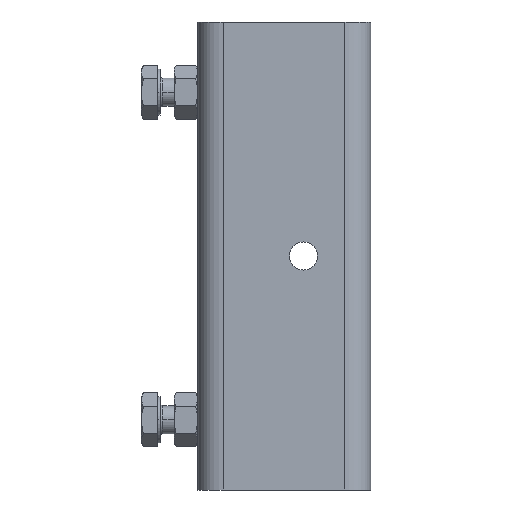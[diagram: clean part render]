
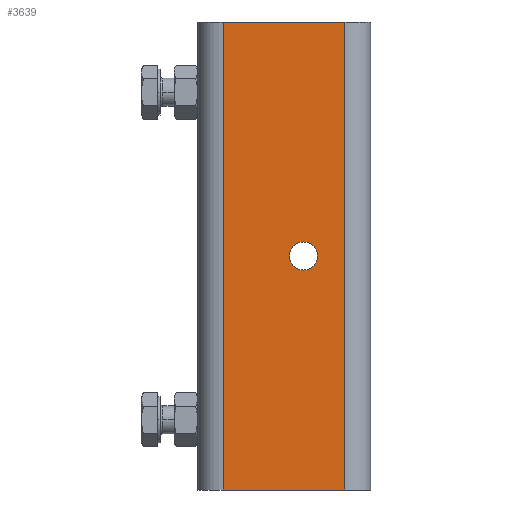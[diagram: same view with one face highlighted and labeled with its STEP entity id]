
A CAD part, left-side view. The second image highlights one B-rep face of the part: STEP entity #3639.
In plain terms, the highlighted planar face has unit normal (-1, 0, 0).
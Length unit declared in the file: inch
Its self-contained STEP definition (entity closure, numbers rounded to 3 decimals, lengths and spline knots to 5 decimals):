
#46 = CARTESIAN_POINT ( 'NONE',  ( -0.77323, 0.09843, -1.9685 ) ) ;
#334 = DIRECTION ( 'NONE',  ( 0., 0., -1. ) ) ;
#367 = DIRECTION ( 'NONE',  ( 0., -1., 0. ) ) ;
#376 = LINE ( 'NONE', #2081, #5591 ) ;
#860 = PLANE ( 'NONE',  #5253 ) ;
#1067 = VECTOR ( 'NONE', #1869, 39.37008 ) ;
#1367 = LINE ( 'NONE', #5646, #2947 ) ;
#1378 = ORIENTED_EDGE ( 'NONE', *, *, #1672, .F. ) ;
#1428 = LINE ( 'NONE', #3838, #3011 ) ;
#1672 = EDGE_CURVE ( 'NONE', #3155, #5101, #1428, .T. ) ;
#1706 = EDGE_LOOP ( 'NONE', ( #1378, #3694, #6158, #2841 ) ) ;
#1717 = AXIS2_PLACEMENT_3D ( 'NONE', #3266, #2710, #367 ) ;
#1815 = VERTEX_POINT ( 'NONE', #46 ) ;
#1869 = DIRECTION ( 'NONE',  ( 0., 1., 0. ) ) ;
#2081 = CARTESIAN_POINT ( 'NONE',  ( -0.77323, 0.09843, 1.9685 ) ) ;
#2188 = CARTESIAN_POINT ( 'NONE',  ( -0.77323, 1.22047, 1.9685 ) ) ;
#2485 = CIRCLE ( 'NONE', #6531, 0.11811 ) ;
#2501 = VERTEX_POINT ( 'NONE', #4730 ) ;
#2554 = EDGE_CURVE ( 'NONE', #1815, #4431, #3814, .T. ) ;
#2571 = DIRECTION ( 'NONE',  ( 0., -1., 0. ) ) ;
#2671 = CARTESIAN_POINT ( 'NONE',  ( -0.77323, 0.56496, 0. ) ) ;
#2672 = EDGE_CURVE ( 'NONE', #2501, #5128, #4511, .T. ) ;
#2710 = DIRECTION ( 'NONE',  ( -1., 0., 0. ) ) ;
#2841 = ORIENTED_EDGE ( 'NONE', *, *, #4759, .F. ) ;
#2947 = VECTOR ( 'NONE', #3225, 39.37008 ) ;
#3011 = VECTOR ( 'NONE', #6262, 39.37008 ) ;
#3151 = ORIENTED_EDGE ( 'NONE', *, *, #2672, .F. ) ;
#3155 = VERTEX_POINT ( 'NONE', #7159 ) ;
#3225 = DIRECTION ( 'NONE',  ( 0., 0., 1. ) ) ;
#3266 = CARTESIAN_POINT ( 'NONE',  ( -0.77323, 0.44685, 0. ) ) ;
#3317 = EDGE_CURVE ( 'NONE', #5128, #2501, #2485, .T. ) ;
#3611 = EDGE_LOOP ( 'NONE', ( #3151, #4040 ) ) ;
#3639 = ADVANCED_FACE ( 'NONE', ( #5169, #6909 ), #860, .F. ) ;
#3694 = ORIENTED_EDGE ( 'NONE', *, *, #4921, .F. ) ;
#3814 = LINE ( 'NONE', #5602, #1067 ) ;
#3838 = CARTESIAN_POINT ( 'NONE',  ( -0.77323, 1.12205, 1.9685 ) ) ;
#4040 = ORIENTED_EDGE ( 'NONE', *, *, #3317, .F. ) ;
#4103 = CARTESIAN_POINT ( 'NONE',  ( -0.77323, 1.12205, -1.9685 ) ) ;
#4431 = VERTEX_POINT ( 'NONE', #4103 ) ;
#4511 = CIRCLE ( 'NONE', #1717, 0.11811 ) ;
#4730 = CARTESIAN_POINT ( 'NONE',  ( -0.77323, 0.32874, 0. ) ) ;
#4759 = EDGE_CURVE ( 'NONE', #5101, #1815, #376, .T. ) ;
#4921 = EDGE_CURVE ( 'NONE', #4431, #3155, #1367, .T. ) ;
#5101 = VERTEX_POINT ( 'NONE', #5124 ) ;
#5124 = CARTESIAN_POINT ( 'NONE',  ( -0.77323, 0.09843, 1.9685 ) ) ;
#5128 = VERTEX_POINT ( 'NONE', #2671 ) ;
#5169 = FACE_BOUND ( 'NONE', #3611, .T. ) ;
#5253 = AXIS2_PLACEMENT_3D ( 'NONE', #2188, #5693, #334 ) ;
#5462 = DIRECTION ( 'NONE',  ( -1., 0., 0. ) ) ;
#5591 = VECTOR ( 'NONE', #7541, 39.37008 ) ;
#5602 = CARTESIAN_POINT ( 'NONE',  ( -0.77323, 1.12205, -1.9685 ) ) ;
#5646 = CARTESIAN_POINT ( 'NONE',  ( -0.77323, 1.12205, 3.94538 ) ) ;
#5693 = DIRECTION ( 'NONE',  ( 1., 0., 0. ) ) ;
#6158 = ORIENTED_EDGE ( 'NONE', *, *, #2554, .F. ) ;
#6262 = DIRECTION ( 'NONE',  ( 0., -1., 0. ) ) ;
#6531 = AXIS2_PLACEMENT_3D ( 'NONE', #6763, #5462, #2571 ) ;
#6763 = CARTESIAN_POINT ( 'NONE',  ( -0.77323, 0.44685, 0. ) ) ;
#6909 = FACE_OUTER_BOUND ( 'NONE', #1706, .T. ) ;
#7159 = CARTESIAN_POINT ( 'NONE',  ( -0.77323, 1.12205, 1.9685 ) ) ;
#7541 = DIRECTION ( 'NONE',  ( 0., 0., -1. ) ) ;
